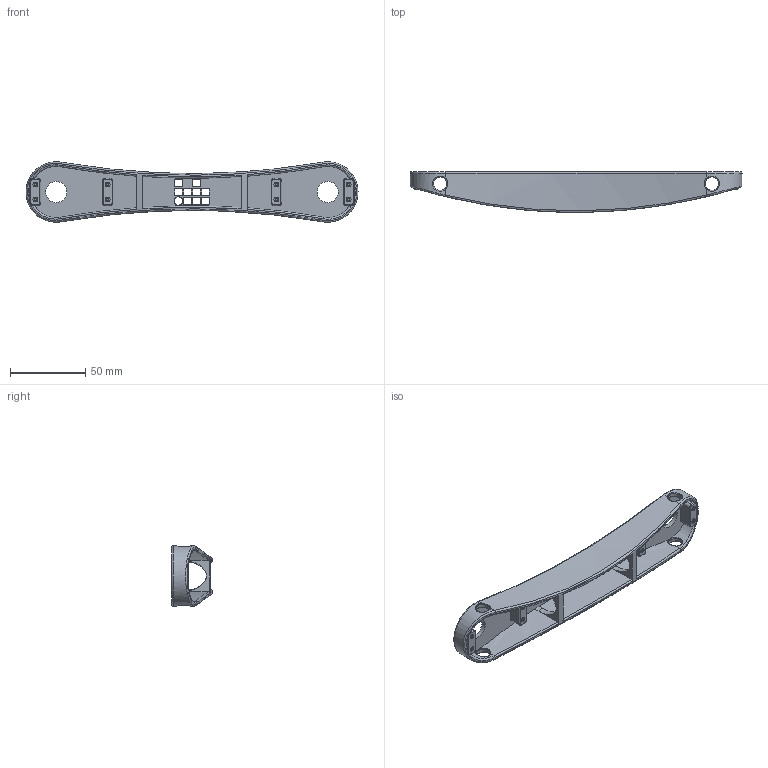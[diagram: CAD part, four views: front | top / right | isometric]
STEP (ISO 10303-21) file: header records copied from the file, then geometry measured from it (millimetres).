
FILE_DESCRIPTION(/* description */ (''),/* implementation_level */ '2;1');
FILE_NAME(/* name */ 'BRAÇO ROBÓTICO - Braço A_ipt_c91b14e4.STEP',/* time_stamp */ '2023-09-21T12:22:21-03:00',/* author */ ('Araújo, I.'),/* organization */ (''),/* preprocessor_version */ 'ST-DEVELOPER v18.1',/* originating_system */ 'Autodesk Inventor 2021',/* authorisation */ '');
FILE_SCHEMA (('AUTOMOTIVE_DESIGN { 1 0 10303 214 3 1 1 }'));
Length unit declared in the file: millimetre
Products named in the file (1): BRAÇO ROBÓTICO - Parte b
Bounding box: 220 x 26.99 x 40 mm (x, y, z)
Volume: 47031 mm3; surface area: 32383.7 mm2
Topology: 1 solids, 1 shells, 258 faces, 680 edges, 433 vertices
Faces by surface type: cylinder 110, plane 82, bspline 46, torus 20
Full cylindrical faces by diameter (mm): 1.5 x8, 3.2 x8, 5.5 x1, 9 x4, 14 x2
Entity records: 10386 total; most frequent: CARTESIAN_POINT 4024, ORIENTED_EDGE 1362, DIRECTION 1254, EDGE_CURVE 681, AXIS2_PLACEMENT_3D 480, VERTEX_POINT 434, EDGE_LOOP 303, LINE 294
